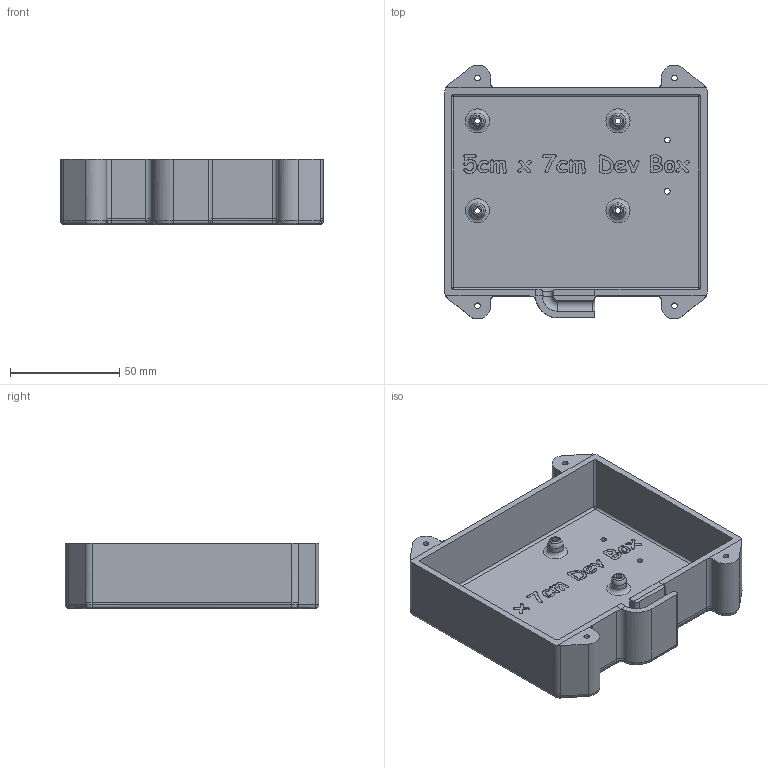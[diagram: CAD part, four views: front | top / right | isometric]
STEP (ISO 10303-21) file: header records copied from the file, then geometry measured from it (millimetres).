
FILE_DESCRIPTION(('FreeCAD Model'),'2;1');
FILE_NAME('Open CASCADE Shape Model','2023-07-27T21:53:10',(''),(''), 'Open CASCADE STEP processor 7.6','FreeCAD','Unknown');
FILE_SCHEMA(('AUTOMOTIVE_DESIGN { 1 0 10303 214 1 1 1 1 }'));
Products named in the file (1): GehaeuseMitBoden
Bounding box: 120 x 116 x 30 mm (x, y, z)
Volume: 89648.2 mm3; surface area: 52199 mm2
Topology: 1 solids, 1 shells, 574 faces, 1524 edges, 970 vertices
Faces by surface type: extrusion 330, plane 101, cylinder 77, bspline 34, cone 21, torus 6, sphere 4, revolution 1
Full cylindrical faces by diameter (mm): 2.6 x14, 7 x4
Entity records: 50060 total; most frequent: CARTESIAN_POINT 23437, DIRECTION 3347, ORIENTED_EDGE 3040, PCURVE 3040, DEFINITIONAL_REPRESENTATION 3040, VECTOR 2589, B_SPLINE_CURVE_WITH_KNOTS 2321, LINE 2259
